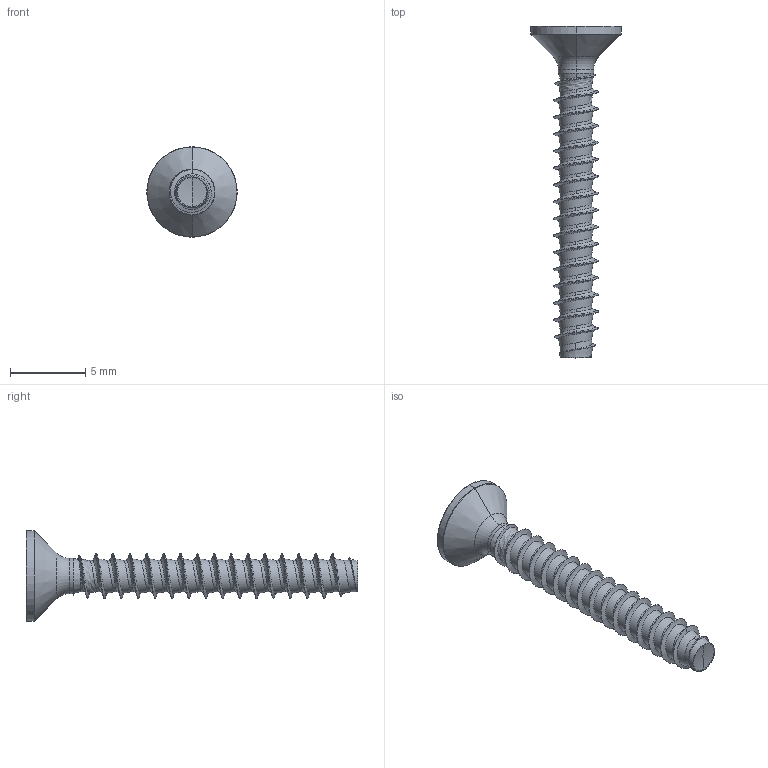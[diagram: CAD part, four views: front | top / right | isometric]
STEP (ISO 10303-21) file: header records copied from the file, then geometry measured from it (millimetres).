
FILE_DESCRIPTION (( 'STEP AP203' ), '1' );
FILE_NAME ('STP410300220.STEP', '2017-08-16T13:43:49', ( '' ), ( '' ), 'SwSTEP 2.0', 'SolidWorks 2015', '' );
FILE_SCHEMA (( 'CONFIG_CONTROL_DESIGN' ));
Length unit declared in the file: millimetre
Products named in the file (1): STP410300220
Bounding box: 6 x 22 x 6 mm (x, y, z)
Volume: 116.4 mm3; surface area: 298.5 mm2
Topology: 1 solids, 1 shells, 117 faces, 298 edges, 183 vertices
Faces by surface type: cylinder 59, bspline 35, cone 13, torus 6, sphere 2, plane 2
Entity records: 21718 total; most frequent: CARTESIAN_POINT 19276, ORIENTED_EDGE 592, DIRECTION 362, EDGE_CURVE 296, VERTEX_POINT 183, AXIS2_PLACEMENT_3D 143, B_SPLINE_CURVE_WITH_KNOTS 126, EDGE_LOOP 119
